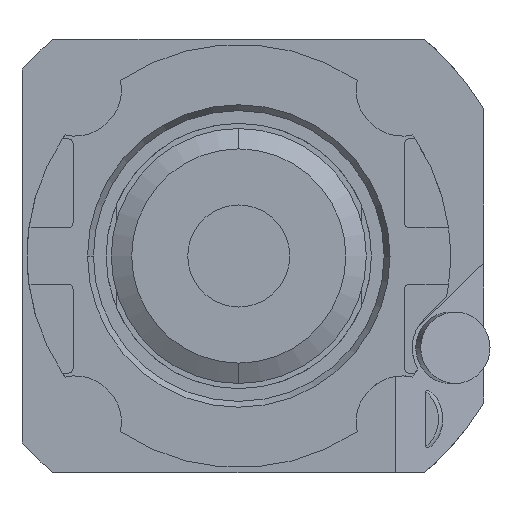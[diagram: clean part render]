
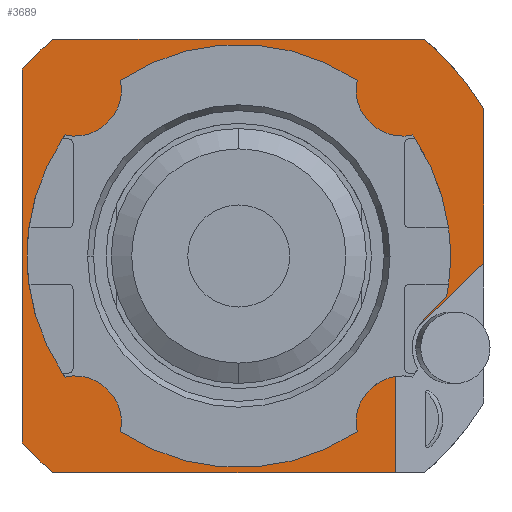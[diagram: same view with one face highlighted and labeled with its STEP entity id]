
A CAD part, left-side view. The second image highlights one B-rep face of the part: STEP entity #3689.
In plain terms, the highlighted planar face has unit normal (-1, 0, 0).
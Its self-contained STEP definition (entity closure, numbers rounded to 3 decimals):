
#337=CARTESIAN_POINT('',(-38.5,0.,0.));
#338=DIRECTION('',(-1.,0.,0.));
#339=DIRECTION('',(0.,-0.981,-0.192));
#340=AXIS2_PLACEMENT_3D('',#337,#338,#339);
#342=CARTESIAN_POINT('',(-38.5,-32.,32.));
#343=DIRECTION('',(-1.,0.,0.));
#344=DIRECTION('',(0.,0.707,-0.707));
#345=AXIS2_PLACEMENT_3D('',#342,#343,#344);
#347=DIRECTION('',(0.,-0.707,-0.707));
#348=VECTOR('',#347,0.707);
#349=CARTESIAN_POINT('',(-38.5,-25.49,26.49));
#350=LINE('',#349,#348);
#351=CARTESIAN_POINT('',(-38.5,-31.5,32.5));
#352=DIRECTION('',(-1.,0.,0.));
#353=DIRECTION('',(0.,0.975,0.223));
#354=AXIS2_PLACEMENT_3D('',#351,#352,#353);
#356=CARTESIAN_POINT('',(-38.5,0.,0.));
#357=DIRECTION('',(-1.,0.,0.));
#358=DIRECTION('',(0.,-0.559,0.829));
#359=AXIS2_PLACEMENT_3D('',#356,#357,#358);
#361=CARTESIAN_POINT('',(-38.5,31.5,32.5));
#362=DIRECTION('',(-1.,0.,0.));
#363=DIRECTION('',(0.,-0.707,-0.707));
#364=AXIS2_PLACEMENT_3D('',#361,#362,#363);
#366=DIRECTION('',(0.,-0.707,0.707));
#367=VECTOR('',#366,0.707);
#368=CARTESIAN_POINT('',(-38.5,25.99,25.99));
#369=LINE('',#368,#367);
#370=CARTESIAN_POINT('',(-38.5,32.,32.));
#371=DIRECTION('',(-1.,0.,0.));
#372=DIRECTION('',(0.,0.239,-0.971));
#373=AXIS2_PLACEMENT_3D('',#370,#371,#372);
#375=CARTESIAN_POINT('',(-38.5,0.,0.));
#376=DIRECTION('',(-1.,0.,0.));
#377=DIRECTION('',(0.,0.82,0.572));
#378=AXIS2_PLACEMENT_3D('',#375,#376,#377);
#380=CARTESIAN_POINT('',(-38.5,32.,-32.));
#381=DIRECTION('',(-1.,0.,0.));
#382=DIRECTION('',(0.,-0.707,0.707));
#383=AXIS2_PLACEMENT_3D('',#380,#381,#382);
#385=DIRECTION('',(0.,0.707,0.707));
#386=VECTOR('',#385,0.707);
#387=CARTESIAN_POINT('',(-38.5,25.49,-26.49));
#388=LINE('',#387,#386);
#389=CARTESIAN_POINT('',(-38.5,31.5,-32.5));
#390=DIRECTION('',(-1.,0.,0.));
#391=DIRECTION('',(0.,-0.975,-0.223));
#392=AXIS2_PLACEMENT_3D('',#389,#390,#391);
#394=CARTESIAN_POINT('',(-38.5,0.,0.));
#395=DIRECTION('',(-1.,0.,0.));
#396=DIRECTION('',(0.,0.559,-0.829));
#397=AXIS2_PLACEMENT_3D('',#394,#395,#396);
#399=CARTESIAN_POINT('',(-38.5,-31.5,-32.5));
#400=DIRECTION('',(-1.,0.,0.));
#401=DIRECTION('',(0.,0.707,0.707));
#402=AXIS2_PLACEMENT_3D('',#399,#400,#401);
#404=DIRECTION('',(0.,0.707,-0.707));
#405=VECTOR('',#404,0.707);
#406=CARTESIAN_POINT('',(-38.5,-25.99,-25.99));
#407=LINE('',#406,#405);
#408=CARTESIAN_POINT('',(-38.5,-32.,-32.));
#409=DIRECTION('',(-1.,0.,0.));
#410=DIRECTION('',(0.,0.156,0.988));
#411=AXIS2_PLACEMENT_3D('',#408,#409,#410);
#413=DIRECTION('',(0.,0.,1.));
#414=VECTOR('',#413,18.895);
#415=CARTESIAN_POINT('',(-38.5,-30.671,-42.5));
#416=LINE('',#415,#414);
#417=DIRECTION('',(0.,1.,0.));
#418=VECTOR('',#417,67.137);
#419=CARTESIAN_POINT('',(-38.5,-30.671,-42.5));
#420=LINE('',#419,#418);
#421=CARTESIAN_POINT('',(-38.5,0.,0.));
#422=DIRECTION('',(1.,0.,0.));
#423=DIRECTION('',(0.,0.651,-0.759));
#424=AXIS2_PLACEMENT_3D('',#421,#422,#423);
#426=DIRECTION('',(0.,0.,1.));
#427=VECTOR('',#426,72.931);
#428=CARTESIAN_POINT('',(-38.5,42.5,-36.466));
#429=LINE('',#428,#427);
#430=CARTESIAN_POINT('',(-38.5,0.,0.));
#431=DIRECTION('',(1.,0.,0.));
#432=DIRECTION('',(0.,0.759,0.651));
#433=AXIS2_PLACEMENT_3D('',#430,#431,#432);
#435=DIRECTION('',(0.,-1.,0.));
#436=VECTOR('',#435,72.931);
#437=CARTESIAN_POINT('',(-38.5,36.466,42.5));
#438=LINE('',#437,#436);
#439=CARTESIAN_POINT('',(-38.5,0.,0.));
#440=DIRECTION('',(1.,0.,0.));
#441=DIRECTION('',(0.,-0.651,0.759));
#442=AXIS2_PLACEMENT_3D('',#439,#440,#441);
#444=DIRECTION('',(0.,0.,-1.));
#445=VECTOR('',#444,30.231);
#446=CARTESIAN_POINT('',(-38.5,-48.,28.844));
#447=LINE('',#446,#445);
#448=DIRECTION('',(0.,0.718,-0.696));
#449=VECTOR('',#448,17.878);
#450=CARTESIAN_POINT('',(-38.5,-48.,-1.386));
#451=LINE('',#450,#449);
#452=CARTESIAN_POINT('',(-38.5,-42.,-18.));
#453=DIRECTION('',(-1.,0.,0.));
#454=DIRECTION('',(0.,0.707,0.707));
#455=AXIS2_PLACEMENT_3D('',#452,#453,#454);
#457=DIRECTION('',(0.,0.707,-0.707));
#458=VECTOR('',#457,6.204);
#459=CARTESIAN_POINT('',(-38.5,-40.73,-7.956));
#460=LINE('',#459,#458);
#2645=CARTESIAN_POINT('',(-38.5,36.466,42.5));
#2646=CARTESIAN_POINT('',(-38.5,-36.466,42.5));
#2647=VERTEX_POINT('',#2645);
#2648=VERTEX_POINT('',#2646);
#2649=CARTESIAN_POINT('',(-38.5,42.5,-36.466));
#2650=CARTESIAN_POINT('',(-38.5,42.5,36.466));
#2651=VERTEX_POINT('',#2649);
#2652=VERTEX_POINT('',#2650);
#2665=CARTESIAN_POINT('',(-38.5,-48.,28.844));
#2666=VERTEX_POINT('',#2665);
#2667=CARTESIAN_POINT('',(-38.5,36.466,-42.5));
#2668=VERTEX_POINT('',#2667);
#2701=CARTESIAN_POINT('',(-38.5,-48.,-1.386));
#2703=VERTEX_POINT('',#2701);
#2707=CARTESIAN_POINT('',(-38.5,-30.671,-42.5));
#2708=VERTEX_POINT('',#2707);
#3067=CARTESIAN_POINT('',(-38.5,-40.73,-7.956));
#3068=CARTESIAN_POINT('',(-38.5,-34.034,23.747));
#3069=VERTEX_POINT('',#3067);
#3070=VERTEX_POINT('',#3068);
#3071=CARTESIAN_POINT('',(-38.5,-23.215,34.399));
#3072=CARTESIAN_POINT('',(-38.5,23.215,34.399));
#3073=VERTEX_POINT('',#3071);
#3074=VERTEX_POINT('',#3072);
#3075=CARTESIAN_POINT('',(-38.5,34.034,23.747));
#3076=CARTESIAN_POINT('',(-38.5,34.034,-23.747));
#3077=VERTEX_POINT('',#3075);
#3078=VERTEX_POINT('',#3076);
#3079=CARTESIAN_POINT('',(-38.5,23.215,-34.399));
#3080=CARTESIAN_POINT('',(-38.5,-23.215,-34.399));
#3081=VERTEX_POINT('',#3079);
#3082=VERTEX_POINT('',#3080);
#3083=CARTESIAN_POINT('',(-38.5,-36.343,-12.343));
#3084=CARTESIAN_POINT('',(-38.5,-35.169,-13.836));
#3085=VERTEX_POINT('',#3083);
#3086=VERTEX_POINT('',#3084);
#3087=CARTESIAN_POINT('',(-38.5,-25.99,25.99));
#3088=VERTEX_POINT('',#3087);
#3089=CARTESIAN_POINT('',(-38.5,-25.49,26.49));
#3090=VERTEX_POINT('',#3089);
#3091=CARTESIAN_POINT('',(-38.5,-25.99,-25.99));
#3092=CARTESIAN_POINT('',(-38.5,-25.49,-26.49));
#3093=VERTEX_POINT('',#3091);
#3094=VERTEX_POINT('',#3092);
#3095=CARTESIAN_POINT('',(-38.5,-30.671,-23.605));
#3096=VERTEX_POINT('',#3095);
#3097=CARTESIAN_POINT('',(-38.5,25.99,-25.99));
#3098=VERTEX_POINT('',#3097);
#3099=CARTESIAN_POINT('',(-38.5,25.49,-26.49));
#3100=VERTEX_POINT('',#3099);
#3101=CARTESIAN_POINT('',(-38.5,25.99,25.99));
#3102=CARTESIAN_POINT('',(-38.5,25.49,26.49));
#3103=VERTEX_POINT('',#3101);
#3104=VERTEX_POINT('',#3102);
#3630=CARTESIAN_POINT('',(-38.5,0.,0.));
#3631=DIRECTION('',(-1.,0.,0.));
#3632=DIRECTION('',(0.,-1.,0.));
#3633=AXIS2_PLACEMENT_3D('',#3630,#3631,#3632);
#3634=PLANE('',#3633);
#3636=ORIENTED_EDGE('',*,*,#3635,.T.);
#3638=ORIENTED_EDGE('',*,*,#3637,.F.);
#3640=ORIENTED_EDGE('',*,*,#3639,.F.);
#3642=ORIENTED_EDGE('',*,*,#3641,.F.);
#3644=ORIENTED_EDGE('',*,*,#3643,.T.);
#3646=ORIENTED_EDGE('',*,*,#3645,.F.);
#3648=ORIENTED_EDGE('',*,*,#3647,.F.);
#3650=ORIENTED_EDGE('',*,*,#3649,.F.);
#3652=ORIENTED_EDGE('',*,*,#3651,.T.);
#3654=ORIENTED_EDGE('',*,*,#3653,.F.);
#3656=ORIENTED_EDGE('',*,*,#3655,.F.);
#3658=ORIENTED_EDGE('',*,*,#3657,.F.);
#3660=ORIENTED_EDGE('',*,*,#3659,.T.);
#3662=ORIENTED_EDGE('',*,*,#3661,.F.);
#3664=ORIENTED_EDGE('',*,*,#3663,.F.);
#3666=ORIENTED_EDGE('',*,*,#3665,.F.);
#3668=ORIENTED_EDGE('',*,*,#3667,.F.);
#3669=ORIENTED_EDGE('',*,*,#3488,.T.);
#3670=ORIENTED_EDGE('',*,*,#3621,.T.);
#3672=ORIENTED_EDGE('',*,*,#3671,.T.);
#3674=ORIENTED_EDGE('',*,*,#3673,.T.);
#3676=ORIENTED_EDGE('',*,*,#3675,.T.);
#3678=ORIENTED_EDGE('',*,*,#3677,.T.);
#3680=ORIENTED_EDGE('',*,*,#3679,.T.);
#3682=ORIENTED_EDGE('',*,*,#3681,.T.);
#3684=ORIENTED_EDGE('',*,*,#3683,.F.);
#3686=ORIENTED_EDGE('',*,*,#3685,.F.);
#3687=EDGE_LOOP('',(#3636,#3638,#3640,#3642,#3644,#3646,#3648,#3650,#3652,#3654,
#3656,#3658,#3660,#3662,#3664,#3666,#3668,#3669,#3670,#3672,#3674,#3676,#3678,
#3680,#3682,#3684,#3686));
#3688=FACE_OUTER_BOUND('',#3687,.F.);
#3689=ADVANCED_FACE('',(#3688),#3634,.T.);
#341=CIRCLE('',#340,41.5);
#346=CIRCLE('',#345,8.5);
#355=CIRCLE('',#354,8.5);
#360=CIRCLE('',#359,41.5);
#365=CIRCLE('',#364,8.5);
#374=CIRCLE('',#373,8.5);
#379=CIRCLE('',#378,41.5);
#384=CIRCLE('',#383,8.5);
#393=CIRCLE('',#392,8.5);
#398=CIRCLE('',#397,41.5);
#403=CIRCLE('',#402,8.5);
#412=CIRCLE('',#411,8.5);
#425=CIRCLE('',#424,56.);
#434=CIRCLE('',#433,56.);
#443=CIRCLE('',#442,56.);
#456=CIRCLE('',#455,8.);
#3488=EDGE_CURVE('',#2708,#2668,#420,.T.);
#3621=EDGE_CURVE('',#2668,#2651,#425,.T.);
#3635=EDGE_CURVE('',#3069,#3070,#341,.T.);
#3637=EDGE_CURVE('',#3088,#3070,#346,.T.);
#3639=EDGE_CURVE('',#3090,#3088,#350,.T.);
#3641=EDGE_CURVE('',#3073,#3090,#355,.T.);
#3643=EDGE_CURVE('',#3073,#3074,#360,.T.);
#3645=EDGE_CURVE('',#3104,#3074,#365,.T.);
#3647=EDGE_CURVE('',#3103,#3104,#369,.T.);
#3649=EDGE_CURVE('',#3077,#3103,#374,.T.);
#3651=EDGE_CURVE('',#3077,#3078,#379,.T.);
#3653=EDGE_CURVE('',#3098,#3078,#384,.T.);
#3655=EDGE_CURVE('',#3100,#3098,#388,.T.);
#3657=EDGE_CURVE('',#3081,#3100,#393,.T.);
#3659=EDGE_CURVE('',#3081,#3082,#398,.T.);
#3661=EDGE_CURVE('',#3094,#3082,#403,.T.);
#3663=EDGE_CURVE('',#3093,#3094,#407,.T.);
#3665=EDGE_CURVE('',#3096,#3093,#412,.T.);
#3667=EDGE_CURVE('',#2708,#3096,#416,.T.);
#3671=EDGE_CURVE('',#2651,#2652,#429,.T.);
#3673=EDGE_CURVE('',#2652,#2647,#434,.T.);
#3675=EDGE_CURVE('',#2647,#2648,#438,.T.);
#3677=EDGE_CURVE('',#2648,#2666,#443,.T.);
#3679=EDGE_CURVE('',#2666,#2703,#447,.T.);
#3681=EDGE_CURVE('',#2703,#3086,#451,.T.);
#3683=EDGE_CURVE('',#3085,#3086,#456,.T.);
#3685=EDGE_CURVE('',#3069,#3085,#460,.T.);
